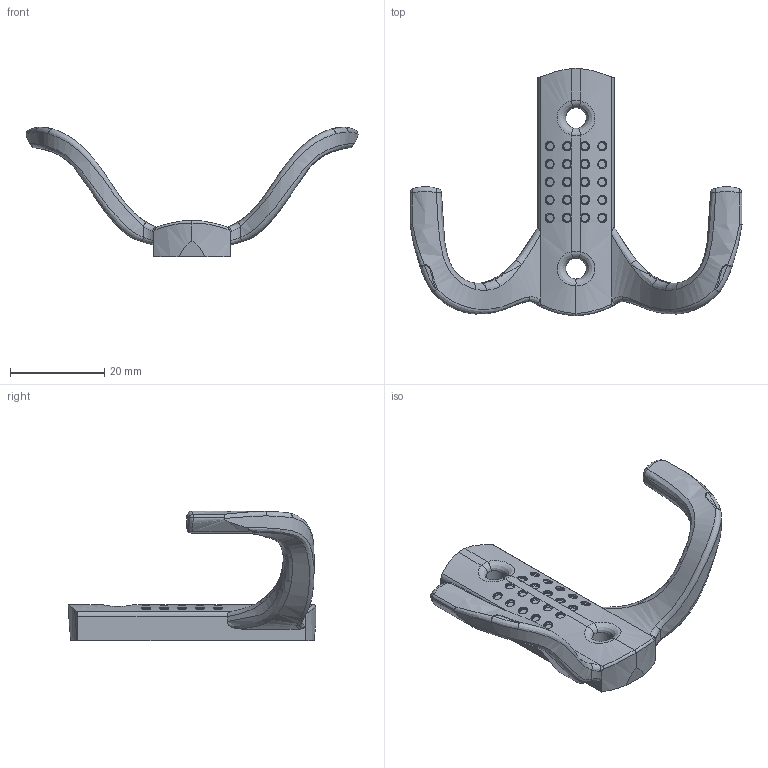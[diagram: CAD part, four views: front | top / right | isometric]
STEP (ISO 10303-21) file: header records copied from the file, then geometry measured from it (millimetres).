
FILE_DESCRIPTION (( 'STEP AP214' ), '1' );
FILE_NAME ('F002486,F002487,F002488,F002489,F002490_3D.step', '2022-07-07T08:09:43', ( '' ), ( '' ), 'SwSTEP 2.0', 'SolidWorks 2020', '' );
FILE_SCHEMA (( 'AUTOMOTIVE_DESIGN' ));
Length unit declared in the file: millimetre
Products named in the file (1): F002486,F002487,F002488,F002489,F002490_3D
Bounding box: 70.54 x 52.56 x 27.58 mm (x, y, z)
Volume: 8771.2 mm3; surface area: 4790.2 mm2
Topology: 1 solids, 1 shells, 273 faces, 670 edges, 403 vertices
Faces by surface type: bspline 186, cylinder 43, plane 29, sphere 12, torus 3
Entity records: 22720 total; most frequent: CARTESIAN_POINT 16361, ORIENTED_EDGE 1324, EDGE_CURVE 662, DIRECTION 495, B_SPLINE_CURVE_WITH_KNOTS 436, VERTEX_POINT 399, EDGE_LOOP 285, ADVANCED_FACE 273
